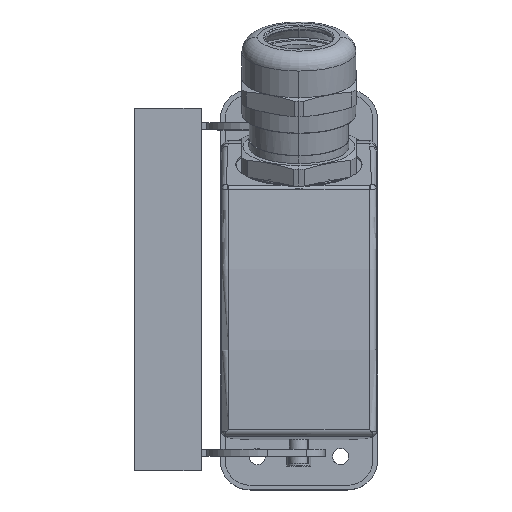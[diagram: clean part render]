
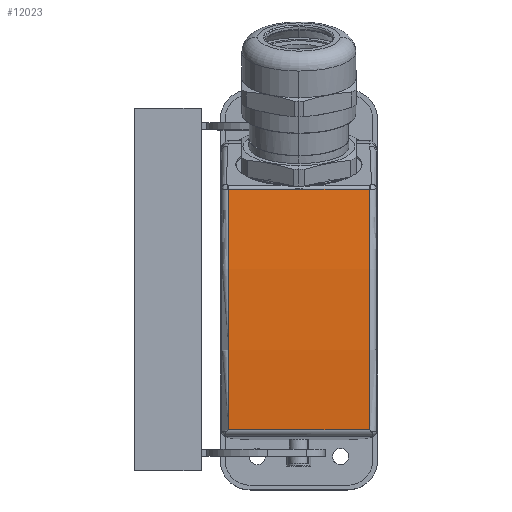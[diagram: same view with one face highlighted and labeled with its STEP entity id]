
A CAD part, top view. The second image highlights one B-rep face of the part: STEP entity #12023.
In plain terms, the highlighted cylindrical face has radius 300 mm (diameter 600 mm), a partial arc.
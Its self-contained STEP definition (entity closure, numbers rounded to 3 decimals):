
#11996=AXIS2_PLACEMENT_3D('Cylinder Axis2P3D',#11993,#11994,#11995) ;
#12009=AXIS2_PLACEMENT_3D('Circle Axis2P3D',#12007,#12008,$) ;
#12014=AXIS2_PLACEMENT_3D('Circle Axis2P3D',#12012,#12013,$) ;
#11393=CARTESIAN_POINT('Vertex',(19.75,62.974,78.823)) ;
#11396=CARTESIAN_POINT('Line Origine',(26.35,62.974,78.823)) ;
#11400=CARTESIAN_POINT('Vertex',(49.25,62.974,78.823)) ;
#11993=CARTESIAN_POINT('Axis2P3D Location',(34.5,37.,-220.05)) ;
#11998=CARTESIAN_POINT('Line Origine',(34.5,12.515,78.949)) ;
#12002=CARTESIAN_POINT('Vertex',(19.75,12.515,78.949)) ;
#12004=CARTESIAN_POINT('Vertex',(49.25,12.515,78.949)) ;
#12007=CARTESIAN_POINT('Axis2P3D Location',(49.25,37.,-220.05)) ;
#12012=CARTESIAN_POINT('Axis2P3D Location',(19.75,37.,-220.05)) ;
#11397=DIRECTION('Vector Direction',(-1.,0.,0.)) ;
#11994=DIRECTION('Axis2P3D Direction',(-1.,0.,0.)) ;
#11995=DIRECTION('Axis2P3D XDirection',(0.,-0.17,0.985)) ;
#11999=DIRECTION('Vector Direction',(-1.,0.,0.)) ;
#12008=DIRECTION('Axis2P3D Direction',(-1.,0.,0.)) ;
#12013=DIRECTION('Axis2P3D Direction',(-1.,0.,0.)) ;
#11398=VECTOR('Line Direction',#11397,1.) ;
#12000=VECTOR('Line Direction',#11999,1.) ;
#12018=ORIENTED_EDGE('',*,*,#12006,.T.) ;
#12019=ORIENTED_EDGE('',*,*,#12011,.T.) ;
#12020=ORIENTED_EDGE('',*,*,#11402,.T.) ;
#12021=ORIENTED_EDGE('',*,*,#12016,.F.) ;
#12023=ADVANCED_FACE('Hauptk\X2\00F6\X0\rper',(#12022),#11997,.T.) ;
#12010=CIRCLE('generated circle',#12009,300.) ;
#12015=CIRCLE('generated circle',#12014,300.) ;
#11997=CYLINDRICAL_SURFACE('generated cylinder',#11996,300.) ;
#11402=EDGE_CURVE('',#11401,#11394,#11399,.T.) ;
#12006=EDGE_CURVE('',#12003,#12005,#12001,.F.) ;
#12011=EDGE_CURVE('',#12005,#11401,#12010,.T.) ;
#12016=EDGE_CURVE('',#12003,#11394,#12015,.T.) ;
#12017=EDGE_LOOP('',(#12018,#12019,#12020,#12021)) ;
#12022=FACE_OUTER_BOUND('',#12017,.T.) ;
#11399=LINE('Line',#11396,#11398) ;
#12001=LINE('Line',#11998,#12000) ;
#11394=VERTEX_POINT('',#11393) ;
#11401=VERTEX_POINT('',#11400) ;
#12003=VERTEX_POINT('',#12002) ;
#12005=VERTEX_POINT('',#12004) ;
